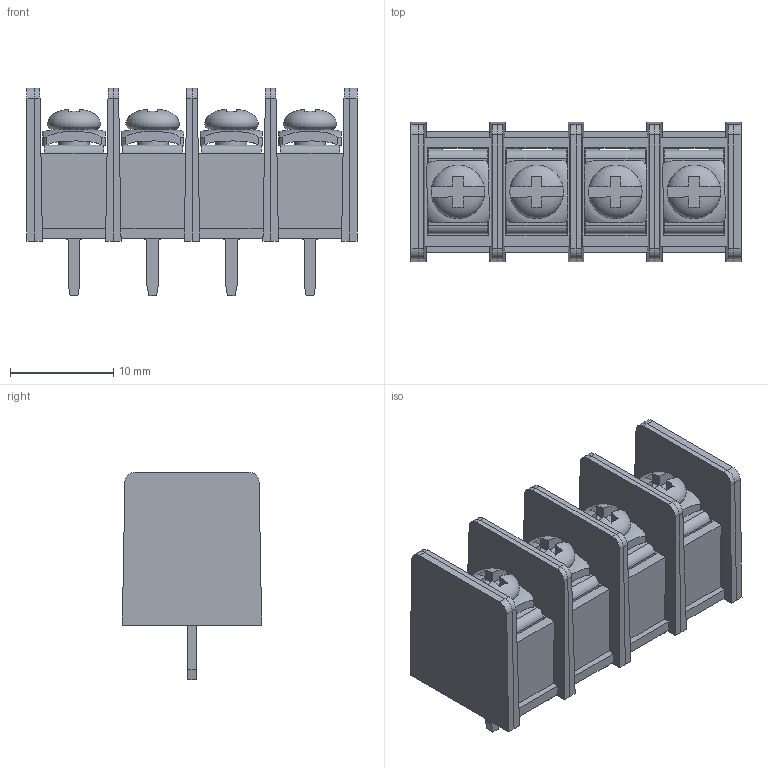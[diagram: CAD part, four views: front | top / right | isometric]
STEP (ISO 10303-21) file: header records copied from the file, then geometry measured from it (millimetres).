
FILE_DESCRIPTION(('FreeCAD Model'),'2;1');
FILE_NAME('Open CASCADE Shape Model','2021-12-28T18:03:24',('Author'),( ''),'Open CASCADE STEP processor 7.4','FreeCAD','Unknown');
FILE_SCHEMA(('AUTOMOTIVE_DESIGN { 1 0 10303 214 1 1 1 1 }'));
Length unit declared in the file: millimetre
Products named in the file (7): TerminalBlock_01x04_P7.62mm; Contact_Asm; ContactBody; Contact; ContactPlate; ContactScrew; Edge
Assembly tree (10 placements, depth 3):
  TerminalBlock_01x04_P7.62mm
    Contact_Asm  x4
      ContactBody
      Contact
      ContactPlate
      ContactScrew
    Edge  x2
Bounding box: 31.98 x 13.5 x 20.1 mm (x, y, z)
Volume: 3751.2 mm3; surface area: 7665.9 mm2
Topology: 18 solids, 18 shells, 432 faces, 1184 edges, 804 vertices
Faces by surface type: plane 356, cylinder 60, revolution 12, cone 4
Full cylindrical faces by diameter (mm): 3 x16
Entity records: 4305 total; most frequent: CARTESIAN_POINT 1262, ORIENTED_EDGE 610, DIRECTION 562, EDGE_CURVE 305, LINE 239, VECTOR 239, VERTEX_POINT 207, AXIS2_PLACEMENT_3D 160
